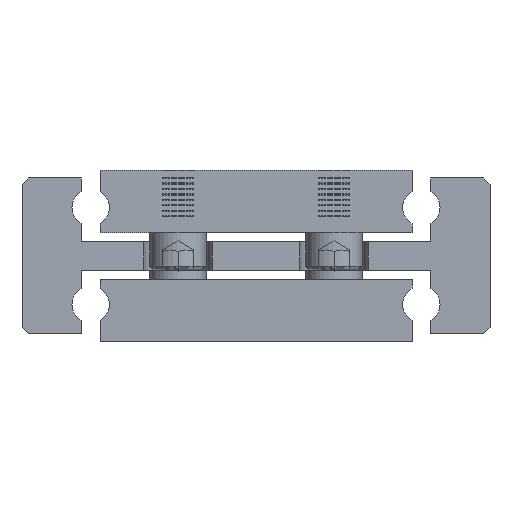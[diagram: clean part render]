
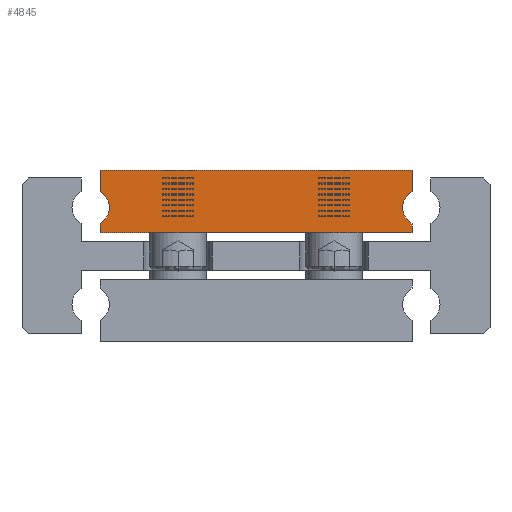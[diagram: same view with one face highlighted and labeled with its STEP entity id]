
A CAD part, front view. The second image highlights one B-rep face of the part: STEP entity #4845.
In plain terms, the highlighted planar face has unit normal (0, -1, 0).
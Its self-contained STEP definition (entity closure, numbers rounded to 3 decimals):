
#2706=CARTESIAN_POINT('',(-47.0,-1050.0,4.5));
#2707=VERTEX_POINT('',#2706);
#2716=CARTESIAN_POINT('',(-50.0,-1050.0,9.696));
#2717=VERTEX_POINT('',#2716);
#2718=CARTESIAN_POINT('',(-53.0,-1050.0,4.5));
#2719=DIRECTION('',(0.0,1.0,0.0));
#2720=DIRECTION('',(1.0,0.0,0.0));
#2721=AXIS2_PLACEMENT_3D('',#2718,#2719,#2720);
#2722=CIRCLE('',#2721,6.0);
#2723=EDGE_CURVE('',#2717,#2707,#2722,.T.);
#2750=CARTESIAN_POINT('',(47.0,-1050.0,4.5));
#2751=VERTEX_POINT('',#2750);
#2767=CARTESIAN_POINT('',(50.0,-1050.0,9.696));
#2768=VERTEX_POINT('',#2767);
#2775=CARTESIAN_POINT('',(53.0,-1050.0,4.5));
#2776=DIRECTION('',(0.0,1.0,0.0));
#2777=DIRECTION('',(1.0,0.0,0.0));
#2778=AXIS2_PLACEMENT_3D('',#2775,#2776,#2777);
#2779=CIRCLE('',#2778,6.0);
#2780=EDGE_CURVE('',#2751,#2768,#2779,.T.);
#3864=CARTESIAN_POINT('',(25.0,-1050.0,-3.5));
#3865=VERTEX_POINT('',#3864);
#4510=CARTESIAN_POINT('',(50.0,-1050.0,-0.696));
#4511=VERTEX_POINT('',#4510);
#4512=CARTESIAN_POINT('',(53.0,-1050.0,4.5));
#4513=DIRECTION('',(0.0,1.0,0.0));
#4514=DIRECTION('',(1.0,0.0,0.0));
#4515=AXIS2_PLACEMENT_3D('',#4512,#4513,#4514);
#4516=CIRCLE('',#4515,6.0);
#4517=EDGE_CURVE('',#4511,#2751,#4516,.T.);
#4552=CARTESIAN_POINT('',(-50.0,-1050.0,-0.696));
#4553=VERTEX_POINT('',#4552);
#4560=CARTESIAN_POINT('',(-53.0,-1050.0,4.5));
#4561=DIRECTION('',(0.0,1.0,0.0));
#4562=DIRECTION('',(1.0,0.0,0.0));
#4563=AXIS2_PLACEMENT_3D('',#4560,#4561,#4562);
#4564=CIRCLE('',#4563,6.0);
#4565=EDGE_CURVE('',#2707,#4553,#4564,.T.);
#4576=CARTESIAN_POINT('',(50.0,-1050.0,-3.5));
#4577=VERTEX_POINT('',#4576);
#4578=CARTESIAN_POINT('',(50.0,-1050.0,-0.696));
#4579=DIRECTION('',(0.0,0.0,-1.0));
#4580=VECTOR('',#4579,2.804);
#4581=LINE('',#4578,#4580);
#4582=EDGE_CURVE('',#4511,#4577,#4581,.T.);
#4615=CARTESIAN_POINT('',(50.0,-1050.0,16.5));
#4616=VERTEX_POINT('',#4615);
#4623=CARTESIAN_POINT('',(50.0,-1050.0,16.5));
#4624=DIRECTION('',(0.0,0.0,-1.0));
#4625=VECTOR('',#4624,6.804);
#4626=LINE('',#4623,#4625);
#4627=EDGE_CURVE('',#4616,#2768,#4626,.T.);
#4681=CARTESIAN_POINT('',(-50.0,-1050.0,-3.5));
#4682=VERTEX_POINT('',#4681);
#4689=CARTESIAN_POINT('',(-50.0,-1050.0,-3.5));
#4690=DIRECTION('',(0.0,0.0,1.0));
#4691=VECTOR('',#4690,2.804);
#4692=LINE('',#4689,#4691);
#4693=EDGE_CURVE('',#4682,#4553,#4692,.T.);
#4704=CARTESIAN_POINT('',(-50.0,-1050.0,16.5));
#4705=VERTEX_POINT('',#4704);
#4706=CARTESIAN_POINT('',(-50.0,-1050.0,9.696));
#4707=DIRECTION('',(0.0,0.0,1.0));
#4708=VECTOR('',#4707,6.804);
#4709=LINE('',#4706,#4708);
#4710=EDGE_CURVE('',#2717,#4705,#4709,.T.);
#4729=CARTESIAN_POINT('',(-50.0,-1050.0,16.5));
#4730=DIRECTION('',(1.0,0.0,0.0));
#4731=VECTOR('',#4730,100.0);
#4732=LINE('',#4729,#4731);
#4733=EDGE_CURVE('',#4705,#4616,#4732,.T.);
#4809=CARTESIAN_POINT('',(0.0,-1050.0,6.5));
#4810=DIRECTION('',(0.0,1.0,0.0));
#4811=DIRECTION('',(0.0,0.0,1.0));
#4812=AXIS2_PLACEMENT_3D('',#4809,#4810,#4811);
#4813=PLANE('',#4812);
#4814=ORIENTED_EDGE('',*,*,#4517,.T.);
#4815=ORIENTED_EDGE('',*,*,#2780,.T.);
#4816=ORIENTED_EDGE('',*,*,#4627,.F.);
#4817=ORIENTED_EDGE('',*,*,#4733,.F.);
#4818=ORIENTED_EDGE('',*,*,#4710,.F.);
#4819=ORIENTED_EDGE('',*,*,#2723,.T.);
#4820=ORIENTED_EDGE('',*,*,#4565,.T.);
#4821=ORIENTED_EDGE('',*,*,#4693,.F.);
#4822=CARTESIAN_POINT('',(-25.0,-1050.0,-3.5));
#4823=VERTEX_POINT('',#4822);
#4824=CARTESIAN_POINT('',(-25.0,-1050.0,-3.5));
#4825=DIRECTION('',(-1.0,0.0,0.0));
#4826=VECTOR('',#4825,25.0);
#4827=LINE('',#4824,#4826);
#4828=EDGE_CURVE('',#4823,#4682,#4827,.T.);
#4829=ORIENTED_EDGE('',*,*,#4828,.F.);
#4830=CARTESIAN_POINT('',(25.0,-1050.0,-3.5));
#4831=DIRECTION('',(-1.0,0.0,0.0));
#4832=VECTOR('',#4831,50.0);
#4833=LINE('',#4830,#4832);
#4834=EDGE_CURVE('',#3865,#4823,#4833,.T.);
#4835=ORIENTED_EDGE('',*,*,#4834,.F.);
#4836=CARTESIAN_POINT('',(50.0,-1050.0,-3.5));
#4837=DIRECTION('',(-1.0,0.0,0.0));
#4838=VECTOR('',#4837,25.0);
#4839=LINE('',#4836,#4838);
#4840=EDGE_CURVE('',#4577,#3865,#4839,.T.);
#4841=ORIENTED_EDGE('',*,*,#4840,.F.);
#4842=ORIENTED_EDGE('',*,*,#4582,.F.);
#4843=EDGE_LOOP('',(#4814,#4815,#4816,#4817,#4818,#4819,#4820,#4821,#4829,#4835,#4841,#4842));
#4844=FACE_OUTER_BOUND('',#4843,.T.);
#4845=ADVANCED_FACE('',(#4844),#4813,.F.);
